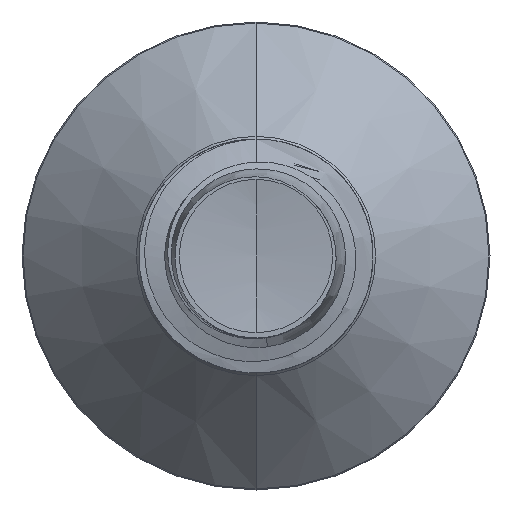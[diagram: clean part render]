
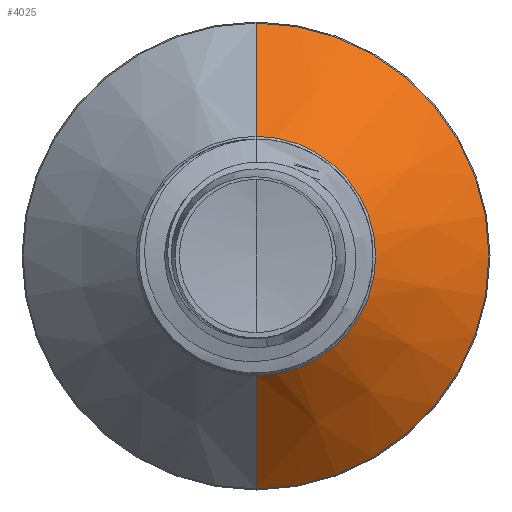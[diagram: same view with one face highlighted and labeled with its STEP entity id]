
A CAD part, front view. The second image highlights one B-rep face of the part: STEP entity #4025.
In plain terms, the highlighted conical face has half-angle 45 degrees and reference radius 2.302 mm.
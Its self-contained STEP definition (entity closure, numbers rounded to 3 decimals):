
#1442 = LINE ( 'NONE', #19810, #15281 ) ;
#2212 = DIRECTION ( 'NONE',  ( 0., 0.707, -0.707 ) ) ;
#4025 = ADVANCED_FACE ( 'NONE', ( #10130 ), #9249, .T. ) ;
#5359 = AXIS2_PLACEMENT_3D ( 'NONE', #12794, #23718, #10013 ) ;
#5506 = ORIENTED_EDGE ( 'NONE', *, *, #30401, .T. ) ;
#6270 = CARTESIAN_POINT ( 'NONE',  ( 0., 18.28, 4.48 ) ) ;
#6702 = EDGE_CURVE ( 'NONE', #11254, #16648, #18760, .T. ) ;
#8357 = AXIS2_PLACEMENT_3D ( 'NONE', #32585, #16232, #35316 ) ;
#9249 = CONICAL_SURFACE ( 'NONE', #5359, 2.302, 0.785 ) ;
#9291 = EDGE_CURVE ( 'NONE', #24432, #25351, #33658, .T. ) ;
#10013 = DIRECTION ( 'NONE',  ( 0., 0., 1. ) ) ;
#10130 = FACE_OUTER_BOUND ( 'NONE', #31689, .T. ) ;
#10407 = CARTESIAN_POINT ( 'NONE',  ( 0., 16.102, 0. ) ) ;
#11254 = VERTEX_POINT ( 'NONE', #6270 ) ;
#12794 = CARTESIAN_POINT ( 'NONE',  ( 0., 16.102, 0. ) ) ;
#13190 = DIRECTION ( 'NONE',  ( 0., 0., 1. ) ) ;
#13206 = CARTESIAN_POINT ( 'NONE',  ( 0., 16.102, -2.302 ) ) ;
#14305 = EDGE_CURVE ( 'NONE', #24432, #11254, #1442, .T. ) ;
#15281 = VECTOR ( 'NONE', #30771, 1000. ) ;
#16232 = DIRECTION ( 'NONE',  ( 0., 1., 0. ) ) ;
#16648 = VERTEX_POINT ( 'NONE', #31681 ) ;
#18760 = CIRCLE ( 'NONE', #8357, 4.48 ) ;
#19810 = CARTESIAN_POINT ( 'NONE',  ( 0., 16.102, 2.302 ) ) ;
#22971 = AXIS2_PLACEMENT_3D ( 'NONE', #10407, #29595, #13190 ) ;
#23650 = CARTESIAN_POINT ( 'NONE',  ( 0., 16.102, -2.302 ) ) ;
#23718 = DIRECTION ( 'NONE',  ( 0., 1., 0. ) ) ;
#24432 = VERTEX_POINT ( 'NONE', #25590 ) ;
#25351 = VERTEX_POINT ( 'NONE', #23650 ) ;
#25590 = CARTESIAN_POINT ( 'NONE',  ( 0., 16.102, 2.302 ) ) ;
#25887 = LINE ( 'NONE', #13206, #32268 ) ;
#29595 = DIRECTION ( 'NONE',  ( 0., 1., 0. ) ) ;
#30401 = EDGE_CURVE ( 'NONE', #25351, #16648, #25887, .T. ) ;
#30771 = DIRECTION ( 'NONE',  ( 0., 0.707, 0.707 ) ) ;
#31681 = CARTESIAN_POINT ( 'NONE',  ( 0., 18.28, -4.48 ) ) ;
#31689 = EDGE_LOOP ( 'NONE', ( #35062, #5506, #35590, #34255 ) ) ;
#32268 = VECTOR ( 'NONE', #2212, 1000. ) ;
#32585 = CARTESIAN_POINT ( 'NONE',  ( 0., 18.28, 0. ) ) ;
#33658 = CIRCLE ( 'NONE', #22971, 2.302 ) ;
#34255 = ORIENTED_EDGE ( 'NONE', *, *, #14305, .F. ) ;
#35062 = ORIENTED_EDGE ( 'NONE', *, *, #9291, .T. ) ;
#35316 = DIRECTION ( 'NONE',  ( 0., 0., 1. ) ) ;
#35590 = ORIENTED_EDGE ( 'NONE', *, *, #6702, .F. ) ;
